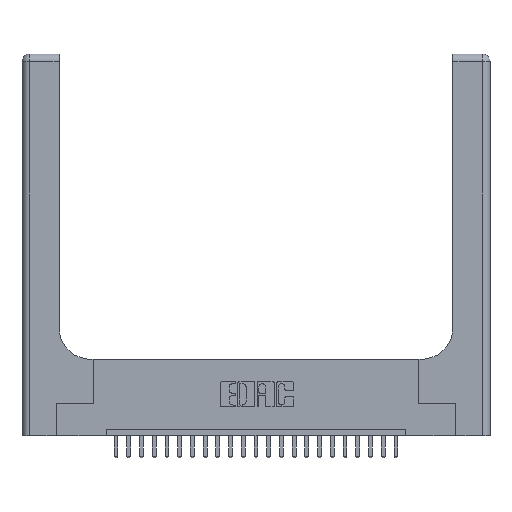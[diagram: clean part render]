
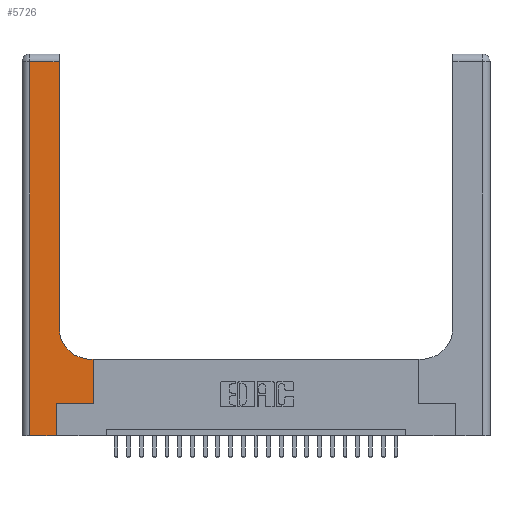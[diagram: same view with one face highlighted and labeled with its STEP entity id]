
A CAD part, top view. The second image highlights one B-rep face of the part: STEP entity #5726.
In plain terms, the highlighted planar face has unit normal (0, 0, 1).
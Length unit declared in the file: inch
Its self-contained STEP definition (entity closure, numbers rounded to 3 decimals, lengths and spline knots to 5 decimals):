
#806 = ORIENTED_EDGE ( 'NONE', *, *, #13702, .T. ) ;
#815 = CARTESIAN_POINT ( 'NONE',  ( 0.5585, 0.25, 0.37 ) ) ;
#862 = DIRECTION ( 'NONE',  ( 0., 0., -1. ) ) ;
#922 = ORIENTED_EDGE ( 'NONE', *, *, #7682, .T. ) ;
#935 = VERTEX_POINT ( 'NONE', #10106 ) ;
#1158 = VERTEX_POINT ( 'NONE', #16481 ) ;
#1443 = CIRCLE ( 'NONE', #13802, 0.25 ) ;
#1494 = AXIS2_PLACEMENT_3D ( 'NONE', #17287, #23262, #11583 ) ;
#1558 = CARTESIAN_POINT ( 'NONE',  ( 0., 2.94, 0.37 ) ) ;
#1574 = EDGE_CURVE ( 'NONE', #22462, #10652, #8177, .T. ) ;
#2134 = ORIENTED_EDGE ( 'NONE', *, *, #13412, .T. ) ;
#2145 = EDGE_CURVE ( 'NONE', #935, #6045, #1443, .T. ) ;
#3281 = DIRECTION ( 'NONE',  ( -1., 0., 0. ) ) ;
#3843 = VERTEX_POINT ( 'NONE', #15574 ) ;
#4211 = VERTEX_POINT ( 'NONE', #19739 ) ;
#4411 = CARTESIAN_POINT ( 'NONE',  ( 0.06, 3., 0.37 ) ) ;
#4867 = DIRECTION ( 'NONE',  ( 1., 0., 0. ) ) ;
#5411 = VECTOR ( 'NONE', #11419, 39.37008 ) ;
#5603 = LINE ( 'NONE', #24246, #18348 ) ;
#5726 = ADVANCED_FACE ( 'NONE', ( #5868 ), #11425, .F. ) ;
#5868 = FACE_OUTER_BOUND ( 'NONE', #23519, .T. ) ;
#6045 = VERTEX_POINT ( 'NONE', #11010 ) ;
#6815 = VECTOR ( 'NONE', #19902, 39.37008 ) ;
#6966 = CARTESIAN_POINT ( 'NONE',  ( 0.5415, 0.85, 0.37 ) ) ;
#7347 = CARTESIAN_POINT ( 'NONE',  ( 0.269, 0., 0.37 ) ) ;
#7682 = EDGE_CURVE ( 'NONE', #6045, #3843, #11513, .T. ) ;
#7924 = EDGE_CURVE ( 'NONE', #4211, #22462, #18225, .T. ) ;
#7962 = CARTESIAN_POINT ( 'NONE',  ( 0., 0., 0.37 ) ) ;
#8046 = CARTESIAN_POINT ( 'NONE',  ( 0.5585, 0.25, 0.37 ) ) ;
#8087 = EDGE_CURVE ( 'NONE', #1158, #4211, #12261, .T. ) ;
#8177 = LINE ( 'NONE', #7347, #18485 ) ;
#8859 = DIRECTION ( 'NONE',  ( 1., 0., 0. ) ) ;
#9475 = DIRECTION ( 'NONE',  ( -1., 0., 0. ) ) ;
#9854 = CARTESIAN_POINT ( 'NONE',  ( 0.2915, 3., 0.37 ) ) ;
#10106 = CARTESIAN_POINT ( 'NONE',  ( 0.5415, 0.6, 0.37 ) ) ;
#10652 = VERTEX_POINT ( 'NONE', #17871 ) ;
#11010 = CARTESIAN_POINT ( 'NONE',  ( 0.2915, 0.85, 0.37 ) ) ;
#11419 = DIRECTION ( 'NONE',  ( 1., 0., 0. ) ) ;
#11425 = PLANE ( 'NONE',  #1494 ) ;
#11513 = LINE ( 'NONE', #9854, #14564 ) ;
#11583 = DIRECTION ( 'NONE',  ( -1., 0., 0. ) ) ;
#11788 = DIRECTION ( 'NONE',  ( 0., 1., 0. ) ) ;
#12261 = LINE ( 'NONE', #4411, #6815 ) ;
#12615 = LINE ( 'NONE', #22761, #18717 ) ;
#12627 = ORIENTED_EDGE ( 'NONE', *, *, #15441, .T. ) ;
#13235 = VERTEX_POINT ( 'NONE', #22709 ) ;
#13412 = EDGE_CURVE ( 'NONE', #13235, #935, #12615, .T. ) ;
#13702 = EDGE_CURVE ( 'NONE', #20899, #13235, #22673, .T. ) ;
#13802 = AXIS2_PLACEMENT_3D ( 'NONE', #6966, #862, #8859 ) ;
#14491 = EDGE_CURVE ( 'NONE', #3843, #1158, #20288, .T. ) ;
#14564 = VECTOR ( 'NONE', #11788, 39.37008 ) ;
#15441 = EDGE_CURVE ( 'NONE', #10652, #20899, #5603, .T. ) ;
#15574 = CARTESIAN_POINT ( 'NONE',  ( 0.2915, 2.94, 0.37 ) ) ;
#16332 = DIRECTION ( 'NONE',  ( 0., 1., 0. ) ) ;
#16481 = CARTESIAN_POINT ( 'NONE',  ( 0.06, 2.94, 0.37 ) ) ;
#17287 = CARTESIAN_POINT ( 'NONE',  ( 0., 3., 0.37 ) ) ;
#17660 = ORIENTED_EDGE ( 'NONE', *, *, #7924, .T. ) ;
#17871 = CARTESIAN_POINT ( 'NONE',  ( 0.269, 0.25, 0.37 ) ) ;
#18225 = LINE ( 'NONE', #7962, #5411 ) ;
#18348 = VECTOR ( 'NONE', #4867, 39.37008 ) ;
#18485 = VECTOR ( 'NONE', #22718, 39.37008 ) ;
#18694 = VECTOR ( 'NONE', #16332, 39.37008 ) ;
#18717 = VECTOR ( 'NONE', #3281, 39.37008 ) ;
#19026 = ORIENTED_EDGE ( 'NONE', *, *, #8087, .T. ) ;
#19275 = ORIENTED_EDGE ( 'NONE', *, *, #14491, .T. ) ;
#19739 = CARTESIAN_POINT ( 'NONE',  ( 0.06, 0., 0.37 ) ) ;
#19902 = DIRECTION ( 'NONE',  ( 0., -1., 0. ) ) ;
#20288 = LINE ( 'NONE', #1558, #20502 ) ;
#20400 = ORIENTED_EDGE ( 'NONE', *, *, #2145, .T. ) ;
#20502 = VECTOR ( 'NONE', #9475, 39.37008 ) ;
#20625 = CARTESIAN_POINT ( 'NONE',  ( 0.269, 0., 0.37 ) ) ;
#20899 = VERTEX_POINT ( 'NONE', #8046 ) ;
#22462 = VERTEX_POINT ( 'NONE', #20625 ) ;
#22497 = ORIENTED_EDGE ( 'NONE', *, *, #1574, .T. ) ;
#22673 = LINE ( 'NONE', #815, #18694 ) ;
#22709 = CARTESIAN_POINT ( 'NONE',  ( 0.5585, 0.6, 0.37 ) ) ;
#22718 = DIRECTION ( 'NONE',  ( 0., 1., 0. ) ) ;
#22761 = CARTESIAN_POINT ( 'NONE',  ( 0.2915, 0.6, 0.37 ) ) ;
#23262 = DIRECTION ( 'NONE',  ( 0., 0., -1. ) ) ;
#23519 = EDGE_LOOP ( 'NONE', ( #922, #19275, #19026, #17660, #22497, #12627, #806, #2134, #20400 ) ) ;
#24246 = CARTESIAN_POINT ( 'NONE',  ( 0.269, 0.25, 0.37 ) ) ;
